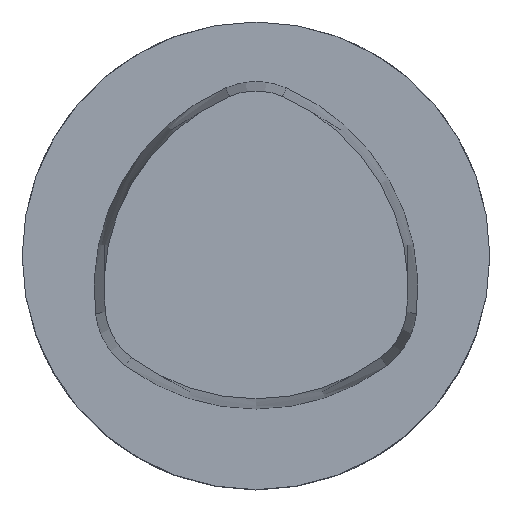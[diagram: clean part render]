
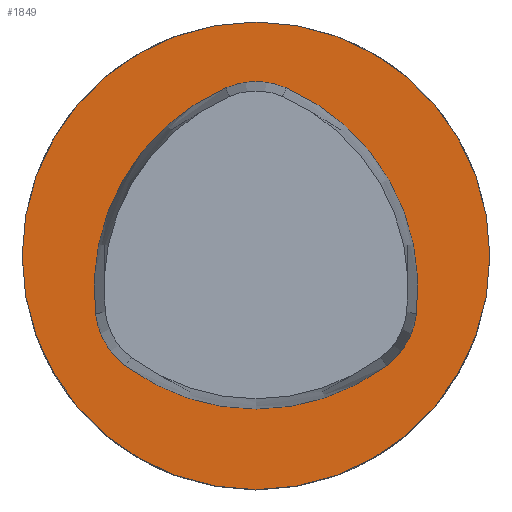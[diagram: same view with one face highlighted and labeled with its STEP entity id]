
A CAD part, top view. The second image highlights one B-rep face of the part: STEP entity #1849.
In plain terms, the highlighted planar face has unit normal (0, 0, 1).
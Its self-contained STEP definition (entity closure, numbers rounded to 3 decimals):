
#1849=ADVANCED_FACE('',(#2422),#2180,.T.);
#2180=PLANE('',#6856);
#2422=FACE_OUTER_BOUND('',#2793,.T.);
#2793=EDGE_LOOP('',(#4085));
#4085=ORIENTED_EDGE('',*,*,#6376,.F.);
#5524=VERTEX_POINT('',#10896);
#6376=EDGE_CURVE('',#5524,#5524,#6574,.T.);
#6574=CIRCLE('',#6850,25.);
#6850=AXIS2_PLACEMENT_3D('',#10895,#8074,#8075);
#6856=AXIS2_PLACEMENT_3D('',#10914,#8090,#8091);
#8074=DIRECTION('',(0.,0.,-1.));
#8075=DIRECTION('',(-1.,0.,0.));
#8090=DIRECTION('',(0.,0.,1.));
#8091=DIRECTION('',(1.,0.,0.));
#10895=CARTESIAN_POINT('',(0.,0.,0.));
#10896=CARTESIAN_POINT('',(-25.,0.,0.));
#10914=CARTESIAN_POINT('',(0.,0.,0.));
